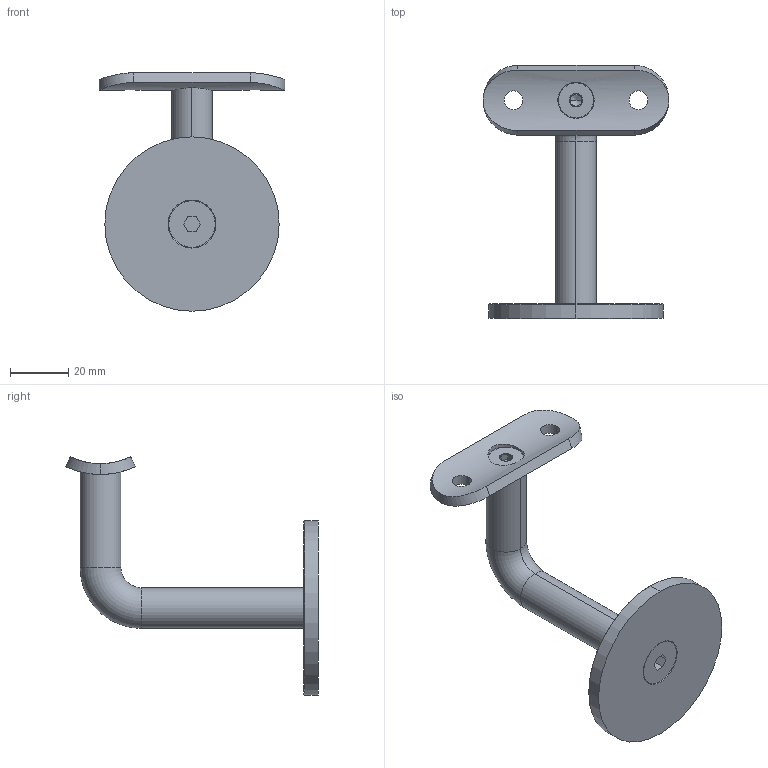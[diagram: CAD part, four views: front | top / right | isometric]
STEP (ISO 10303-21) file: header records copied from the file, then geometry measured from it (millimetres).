
FILE_DESCRIPTION (( 'STEP AP203' ), '1' );
FILE_NAME ('A-0111-048.STEP', '2022-05-17T07:52:38', ( '' ), ( '' ), 'SwSTEP 2.0', 'SolidWorks 2019', '' );
FILE_SCHEMA (( 'CONFIG_CONTROL_DESIGN' ));
Length unit declared in the file: millimetre
Products named in the file (6): A-0111-048; A-0111-048.P1; A-0111-048.P2; Skrutka DIN 7991_Skrutka M 8x 16; DIN 7991_M6x10_A2-70; A_0111-048.P3
Assembly tree (5 placements, depth 2):
  A-0111-048
    A-0111-048.P2
    A-0111-048.P1
    A_0111-048.P3
    DIN 7991_M6x10_A2-70
    Skrutka DIN 7991_Skrutka M 8x 16
Bounding box: 64 x 87 x 82.06 mm (x, y, z)
Volume: 35868.3 mm3; surface area: 17074.8 mm2
Topology: 5 solids, 5 shells, 104 faces, 219 edges, 125 vertices
Faces by surface type: cylinder 36, cone 31, plane 31, bspline 4, torus 2
Entity records: 4353 total; most frequent: CARTESIAN_POINT 1535, DIRECTION 481, ORIENTED_EDGE 426, EDGE_CURVE 213, AXIS2_PLACEMENT_3D 189, VERTEX_POINT 125, EDGE_LOOP 118, FACE_OUTER_BOUND 104
